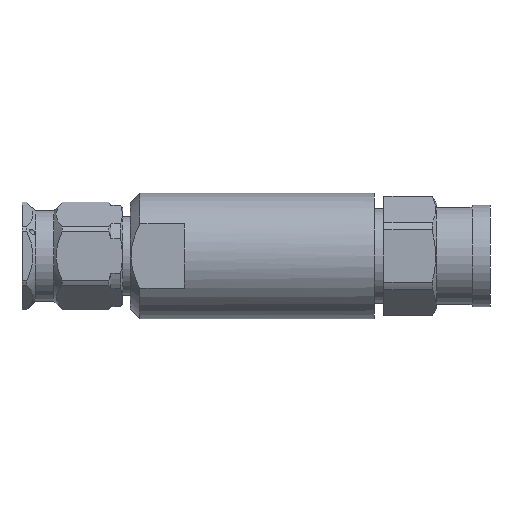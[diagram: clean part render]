
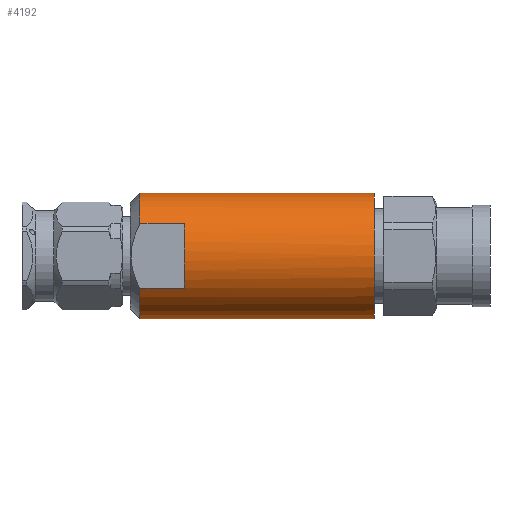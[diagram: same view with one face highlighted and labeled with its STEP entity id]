
A CAD part, front view. The second image highlights one B-rep face of the part: STEP entity #4192.
In plain terms, the highlighted cylindrical face has radius 5.25 mm (diameter 10.5 mm), a partial arc.
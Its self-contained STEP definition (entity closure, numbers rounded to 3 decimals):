
#58 = AXIS2_PLACEMENT_3D ( 'NONE', #3393, #287, #2500 ) ;
#139 = DIRECTION ( 'NONE',  ( 0., 0., 1. ) ) ;
#142 = VERTEX_POINT ( 'NONE', #2063 ) ;
#232 = EDGE_CURVE ( 'NONE', #2156, #5499, #1476, .T. ) ;
#286 = CARTESIAN_POINT ( 'NONE',  ( 12.861, -4.5, -2.704 ) ) ;
#287 = DIRECTION ( 'NONE',  ( -1., 0., 0. ) ) ;
#292 = DIRECTION ( 'NONE',  ( -1., 0., 0. ) ) ;
#410 = AXIS2_PLACEMENT_3D ( 'NONE', #5588, #2812, #139 ) ;
#748 = CARTESIAN_POINT ( 'NONE',  ( 28.72, 0., 5.25 ) ) ;
#917 = EDGE_CURVE ( 'NONE', #1918, #2156, #1654, .T. ) ;
#991 = CARTESIAN_POINT ( 'NONE',  ( 40.322, 0., 5.25 ) ) ;
#1146 = DIRECTION ( 'NONE',  ( -1., 0., 0. ) ) ;
#1476 = LINE ( 'NONE', #3221, #5817 ) ;
#1574 = EDGE_CURVE ( 'NONE', #142, #3170, #3692, .T. ) ;
#1588 = EDGE_CURVE ( 'NONE', #3973, #2249, #2146, .T. ) ;
#1654 = CIRCLE ( 'NONE', #1673, 5.25 ) ;
#1673 = AXIS2_PLACEMENT_3D ( 'NONE', #2518, #1753, #1714 ) ;
#1714 = DIRECTION ( 'NONE',  ( 0., 0., 1. ) ) ;
#1722 = LINE ( 'NONE', #991, #4645 ) ;
#1740 = AXIS2_PLACEMENT_3D ( 'NONE', #4802, #4779, #4751 ) ;
#1753 = DIRECTION ( 'NONE',  ( 1., 0., 0. ) ) ;
#1788 = ORIENTED_EDGE ( 'NONE', *, *, #232, .T. ) ;
#1816 = DIRECTION ( 'NONE',  ( -1., 0., 0. ) ) ;
#1820 = CARTESIAN_POINT ( 'NONE',  ( 12.861, -4.5, 2.704 ) ) ;
#1918 = VERTEX_POINT ( 'NONE', #1820 ) ;
#1977 = CARTESIAN_POINT ( 'NONE',  ( 40.322, -4.5, 2.704 ) ) ;
#1979 = CARTESIAN_POINT ( 'NONE',  ( 9.161, -4.5, 2.704 ) ) ;
#2063 = CARTESIAN_POINT ( 'NONE',  ( 28.72, 0., -5.25 ) ) ;
#2146 = CIRCLE ( 'NONE', #1740, 5.25 ) ;
#2156 = VERTEX_POINT ( 'NONE', #286 ) ;
#2249 = VERTEX_POINT ( 'NONE', #1979 ) ;
#2439 = EDGE_CURVE ( 'NONE', #2755, #3973, #1722, .T. ) ;
#2454 = ORIENTED_EDGE ( 'NONE', *, *, #3006, .T. ) ;
#2500 = DIRECTION ( 'NONE',  ( 0., 0., 1. ) ) ;
#2518 = CARTESIAN_POINT ( 'NONE',  ( 12.861, 0., 0. ) ) ;
#2521 = CARTESIAN_POINT ( 'NONE',  ( 9.161, -4.5, -2.704 ) ) ;
#2583 = EDGE_CURVE ( 'NONE', #142, #2755, #4795, .T. ) ;
#2643 = LINE ( 'NONE', #1977, #4947 ) ;
#2672 = EDGE_LOOP ( 'NONE', ( #4939, #5345, #4846, #3251, #4003, #5055, #1788, #2454 ) ) ;
#2755 = VERTEX_POINT ( 'NONE', #748 ) ;
#2812 = DIRECTION ( 'NONE',  ( 1., 0., 0. ) ) ;
#3006 = EDGE_CURVE ( 'NONE', #5499, #3170, #5730, .T. ) ;
#3170 = VERTEX_POINT ( 'NONE', #3865 ) ;
#3188 = VECTOR ( 'NONE', #4992, 1000. ) ;
#3221 = CARTESIAN_POINT ( 'NONE',  ( 40.322, -4.5, -2.704 ) ) ;
#3251 = ORIENTED_EDGE ( 'NONE', *, *, #1588, .T. ) ;
#3393 = CARTESIAN_POINT ( 'NONE',  ( 40.322, 0., 0. ) ) ;
#3692 = LINE ( 'NONE', #5104, #3188 ) ;
#3820 = CARTESIAN_POINT ( 'NONE',  ( 28.72, 0., 0. ) ) ;
#3865 = CARTESIAN_POINT ( 'NONE',  ( 9.161, 0., -5.25 ) ) ;
#3973 = VERTEX_POINT ( 'NONE', #4230 ) ;
#4003 = ORIENTED_EDGE ( 'NONE', *, *, #5443, .T. ) ;
#4192 = ADVANCED_FACE ( 'NONE', ( #4956 ), #5401, .T. ) ;
#4230 = CARTESIAN_POINT ( 'NONE',  ( 9.161, 0., 5.25 ) ) ;
#4299 = DIRECTION ( 'NONE',  ( 0., 0., 1. ) ) ;
#4645 = VECTOR ( 'NONE', #1816, 1000. ) ;
#4702 = DIRECTION ( 'NONE',  ( 1., 0., 0. ) ) ;
#4751 = DIRECTION ( 'NONE',  ( 0., 0., 1. ) ) ;
#4779 = DIRECTION ( 'NONE',  ( 1., 0., 0. ) ) ;
#4795 = CIRCLE ( 'NONE', #4872, 5.25 ) ;
#4802 = CARTESIAN_POINT ( 'NONE',  ( 9.161, 0., 0. ) ) ;
#4846 = ORIENTED_EDGE ( 'NONE', *, *, #2439, .T. ) ;
#4872 = AXIS2_PLACEMENT_3D ( 'NONE', #3820, #1146, #4299 ) ;
#4939 = ORIENTED_EDGE ( 'NONE', *, *, #1574, .F. ) ;
#4947 = VECTOR ( 'NONE', #4702, 1000. ) ;
#4956 = FACE_OUTER_BOUND ( 'NONE', #2672, .T. ) ;
#4992 = DIRECTION ( 'NONE',  ( -1., 0., 0. ) ) ;
#5055 = ORIENTED_EDGE ( 'NONE', *, *, #917, .T. ) ;
#5104 = CARTESIAN_POINT ( 'NONE',  ( 40.322, 0., -5.25 ) ) ;
#5345 = ORIENTED_EDGE ( 'NONE', *, *, #2583, .T. ) ;
#5401 = CYLINDRICAL_SURFACE ( 'NONE', #58, 5.25 ) ;
#5443 = EDGE_CURVE ( 'NONE', #2249, #1918, #2643, .T. ) ;
#5499 = VERTEX_POINT ( 'NONE', #2521 ) ;
#5588 = CARTESIAN_POINT ( 'NONE',  ( 9.161, 0., 0. ) ) ;
#5730 = CIRCLE ( 'NONE', #410, 5.25 ) ;
#5817 = VECTOR ( 'NONE', #292, 1000. ) ;
